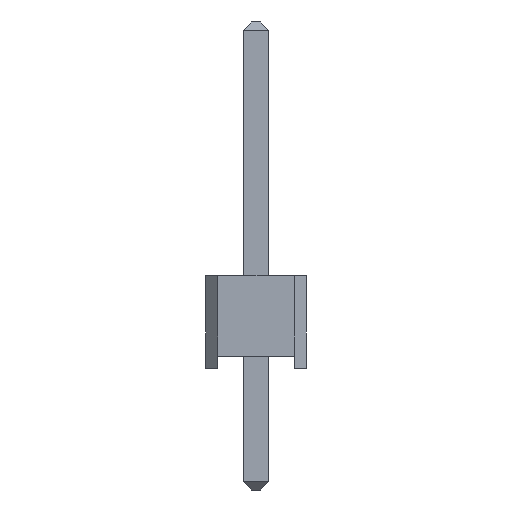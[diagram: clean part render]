
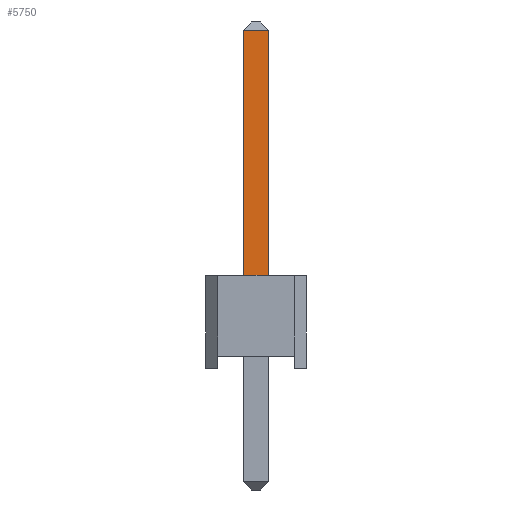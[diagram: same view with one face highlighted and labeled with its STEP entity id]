
A CAD part, left-side view. The second image highlights one B-rep face of the part: STEP entity #5750.
In plain terms, the highlighted planar face has unit normal (-1, 0, 0).
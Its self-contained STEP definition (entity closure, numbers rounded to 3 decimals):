
#1273 = PLANE('',#1274);
#1274 = AXIS2_PLACEMENT_3D('',#1275,#1276,#1277);
#1275 = CARTESIAN_POINT('',(-15.24,1.245,2.29));
#1276 = DIRECTION('',(0.,0.,1.));
#1277 = DIRECTION('',(1.,0.,0.));
#3251 = VERTEX_POINT('',#3252);
#3252 = CARTESIAN_POINT('',(-14.29,-0.32,2.29));
#3266 = PLANE('',#3267);
#3267 = AXIS2_PLACEMENT_3D('',#3268,#3269,#3270);
#3268 = CARTESIAN_POINT('',(-13.65,-0.32,-3.));
#3269 = DIRECTION('',(0.,-1.,0.));
#3270 = DIRECTION('',(0.,0.,-1.));
#3278 = EDGE_CURVE('',#3279,#3251,#3281,.T.);
#3279 = VERTEX_POINT('',#3280);
#3280 = CARTESIAN_POINT('',(-14.29,0.32,2.29));
#3281 = SURFACE_CURVE('',#3282,(#3286,#3293),.PCURVE_S1.);
#3282 = LINE('',#3283,#3284);
#3283 = CARTESIAN_POINT('',(-14.29,-0.32,2.29));
#3284 = VECTOR('',#3285,1.);
#3285 = DIRECTION('',(0.,-1.,0.));
#3286 = PCURVE('',#1273,#3287);
#3287 = DEFINITIONAL_REPRESENTATION('',(#3288),#3292);
#3288 = LINE('',#3289,#3290);
#3289 = CARTESIAN_POINT('',(0.95,-1.565));
#3290 = VECTOR('',#3291,1.);
#3291 = DIRECTION('',(0.,-1.));
#3292 = ( GEOMETRIC_REPRESENTATION_CONTEXT(2) 
PARAMETRIC_REPRESENTATION_CONTEXT() REPRESENTATION_CONTEXT('2D SPACE',''
  ) );
#3293 = PCURVE('',#3294,#3299);
#3294 = PLANE('',#3295);
#3295 = AXIS2_PLACEMENT_3D('',#3296,#3297,#3298);
#3296 = CARTESIAN_POINT('',(-14.29,-0.32,-3.));
#3297 = DIRECTION('',(-1.,0.,0.));
#3298 = DIRECTION('',(0.,0.,1.));
#3299 = DEFINITIONAL_REPRESENTATION('',(#3300),#3304);
#3300 = LINE('',#3301,#3302);
#3301 = CARTESIAN_POINT('',(5.29,0.));
#3302 = VECTOR('',#3303,1.);
#3303 = DIRECTION('',(0.,-1.));
#3304 = ( GEOMETRIC_REPRESENTATION_CONTEXT(2) 
PARAMETRIC_REPRESENTATION_CONTEXT() REPRESENTATION_CONTEXT('2D SPACE',''
  ) );
#3320 = PLANE('',#3321);
#3321 = AXIS2_PLACEMENT_3D('',#3322,#3323,#3324);
#3322 = CARTESIAN_POINT('',(-14.29,0.32,-3.));
#3323 = DIRECTION('',(0.,1.,0.));
#3324 = DIRECTION('',(0.,0.,1.));
#5646 = EDGE_CURVE('',#3251,#5647,#5649,.T.);
#5647 = VERTEX_POINT('',#5648);
#5648 = CARTESIAN_POINT('',(-14.29,-0.32,8.34));
#5649 = SURFACE_CURVE('',#5650,(#5654,#5661),.PCURVE_S1.);
#5650 = LINE('',#5651,#5652);
#5651 = CARTESIAN_POINT('',(-14.29,-0.32,-3.));
#5652 = VECTOR('',#5653,1.);
#5653 = DIRECTION('',(0.,0.,1.));
#5654 = PCURVE('',#3266,#5655);
#5655 = DEFINITIONAL_REPRESENTATION('',(#5656),#5660);
#5656 = LINE('',#5657,#5658);
#5657 = CARTESIAN_POINT('',(0.,-0.64));
#5658 = VECTOR('',#5659,1.);
#5659 = DIRECTION('',(-1.,0.));
#5660 = ( GEOMETRIC_REPRESENTATION_CONTEXT(2) 
PARAMETRIC_REPRESENTATION_CONTEXT() REPRESENTATION_CONTEXT('2D SPACE',''
  ) );
#5661 = PCURVE('',#3294,#5662);
#5662 = DEFINITIONAL_REPRESENTATION('',(#5663),#5667);
#5663 = LINE('',#5664,#5665);
#5664 = CARTESIAN_POINT('',(0.,0.));
#5665 = VECTOR('',#5666,1.);
#5666 = DIRECTION('',(1.,0.));
#5667 = ( GEOMETRIC_REPRESENTATION_CONTEXT(2) 
PARAMETRIC_REPRESENTATION_CONTEXT() REPRESENTATION_CONTEXT('2D SPACE',''
  ) );
#5701 = VERTEX_POINT('',#5702);
#5702 = CARTESIAN_POINT('',(-14.29,0.32,8.34));
#5730 = EDGE_CURVE('',#3279,#5701,#5731,.T.);
#5731 = SURFACE_CURVE('',#5732,(#5736,#5743),.PCURVE_S1.);
#5732 = LINE('',#5733,#5734);
#5733 = CARTESIAN_POINT('',(-14.29,0.32,-3.));
#5734 = VECTOR('',#5735,1.);
#5735 = DIRECTION('',(0.,0.,1.));
#5736 = PCURVE('',#3320,#5737);
#5737 = DEFINITIONAL_REPRESENTATION('',(#5738),#5742);
#5738 = LINE('',#5739,#5740);
#5739 = CARTESIAN_POINT('',(0.,0.));
#5740 = VECTOR('',#5741,1.);
#5741 = DIRECTION('',(1.,0.));
#5742 = ( GEOMETRIC_REPRESENTATION_CONTEXT(2) 
PARAMETRIC_REPRESENTATION_CONTEXT() REPRESENTATION_CONTEXT('2D SPACE',''
  ) );
#5743 = PCURVE('',#3294,#5744);
#5744 = DEFINITIONAL_REPRESENTATION('',(#5745),#5749);
#5745 = LINE('',#5746,#5747);
#5746 = CARTESIAN_POINT('',(0.,0.64));
#5747 = VECTOR('',#5748,1.);
#5748 = DIRECTION('',(1.,0.));
#5749 = ( GEOMETRIC_REPRESENTATION_CONTEXT(2) 
PARAMETRIC_REPRESENTATION_CONTEXT() REPRESENTATION_CONTEXT('2D SPACE',''
  ) );
#5750 = ADVANCED_FACE('',(#5751),#3294,.T.);
#5751 = FACE_BOUND('',#5752,.T.);
#5752 = EDGE_LOOP('',(#5753,#5754,#5755,#5756));
#5753 = ORIENTED_EDGE('',*,*,#5730,.F.);
#5754 = ORIENTED_EDGE('',*,*,#3278,.T.);
#5755 = ORIENTED_EDGE('',*,*,#5646,.T.);
#5756 = ORIENTED_EDGE('',*,*,#5757,.T.);
#5757 = EDGE_CURVE('',#5647,#5701,#5758,.T.);
#5758 = SURFACE_CURVE('',#5759,(#5763,#5770),.PCURVE_S1.);
#5759 = LINE('',#5760,#5761);
#5760 = CARTESIAN_POINT('',(-14.29,-0.32,8.34));
#5761 = VECTOR('',#5762,1.);
#5762 = DIRECTION('',(0.,1.,0.));
#5763 = PCURVE('',#3294,#5764);
#5764 = DEFINITIONAL_REPRESENTATION('',(#5765),#5769);
#5765 = LINE('',#5766,#5767);
#5766 = CARTESIAN_POINT('',(11.34,0.));
#5767 = VECTOR('',#5768,1.);
#5768 = DIRECTION('',(0.,1.));
#5769 = ( GEOMETRIC_REPRESENTATION_CONTEXT(2) 
PARAMETRIC_REPRESENTATION_CONTEXT() REPRESENTATION_CONTEXT('2D SPACE',''
  ) );
#5770 = PCURVE('',#5771,#5776);
#5771 = PLANE('',#5772);
#5772 = AXIS2_PLACEMENT_3D('',#5773,#5774,#5775);
#5773 = CARTESIAN_POINT('',(-14.19,-0.32,8.44));
#5774 = DIRECTION('',(-0.707,0.,0.707));
#5775 = DIRECTION('',(0.707,0.,0.707));
#5776 = DEFINITIONAL_REPRESENTATION('',(#5777),#5781);
#5777 = LINE('',#5778,#5779);
#5778 = CARTESIAN_POINT('',(-0.141,0.));
#5779 = VECTOR('',#5780,1.);
#5780 = DIRECTION('',(0.,1.));
#5781 = ( GEOMETRIC_REPRESENTATION_CONTEXT(2) 
PARAMETRIC_REPRESENTATION_CONTEXT() REPRESENTATION_CONTEXT('2D SPACE',''
  ) );
